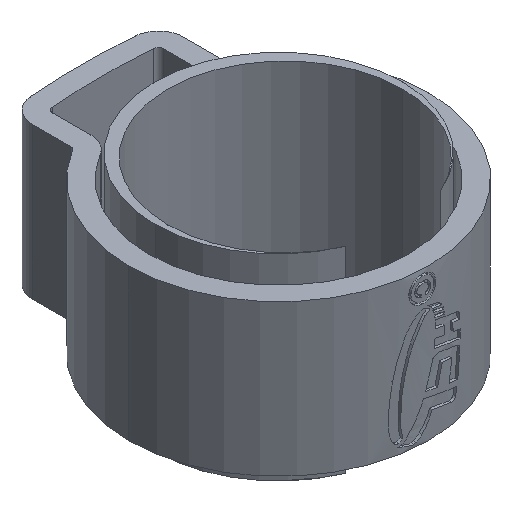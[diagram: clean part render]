
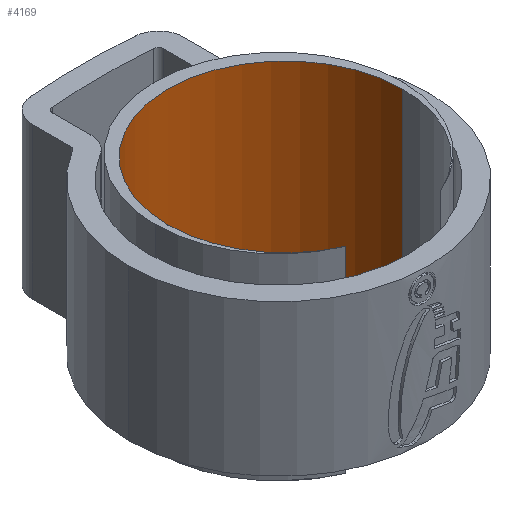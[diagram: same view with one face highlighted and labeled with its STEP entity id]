
A CAD part, isometric view. The second image highlights one B-rep face of the part: STEP entity #4169.
In plain terms, the highlighted cylindrical face has radius 4.66 mm (diameter 9.321 mm), a partial arc.
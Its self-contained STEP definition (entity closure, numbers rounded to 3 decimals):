
#134 = EDGE_LOOP ( 'NONE', ( #2346, #1583, #2908, #2843 ) ) ;
#298 = CIRCLE ( 'NONE', #3357, 4.66 ) ;
#453 = DIRECTION ( 'NONE',  ( 0., 0., -1. ) ) ;
#644 = CARTESIAN_POINT ( 'NONE',  ( -4.66, -0.26, -3.9 ) ) ;
#654 = AXIS2_PLACEMENT_3D ( 'NONE', #4263, #2987, #2190 ) ;
#961 = VERTEX_POINT ( 'NONE', #4212 ) ;
#1099 = CIRCLE ( 'NONE', #654, 4.66 ) ;
#1391 = VERTEX_POINT ( 'NONE', #4613 ) ;
#1543 = CARTESIAN_POINT ( 'NONE',  ( 0., -0.26, 3.9 ) ) ;
#1583 = ORIENTED_EDGE ( 'NONE', *, *, #5273, .F. ) ;
#1720 = AXIS2_PLACEMENT_3D ( 'NONE', #1543, #3185, #3241 ) ;
#2190 = DIRECTION ( 'NONE',  ( 1., 0., 0. ) ) ;
#2236 = DIRECTION ( 'NONE',  ( 0., 0., -1. ) ) ;
#2341 = CYLINDRICAL_SURFACE ( 'NONE', #1720, 4.66 ) ;
#2346 = ORIENTED_EDGE ( 'NONE', *, *, #2665, .F. ) ;
#2396 = FACE_OUTER_BOUND ( 'NONE', #134, .T. ) ;
#2444 = VECTOR ( 'NONE', #2236, 1000. ) ;
#2542 = CARTESIAN_POINT ( 'NONE',  ( 0., -0.26, -3.9 ) ) ;
#2665 = EDGE_CURVE ( 'NONE', #961, #2973, #3427, .T. ) ;
#2731 = VECTOR ( 'NONE', #5279, 1000. ) ;
#2843 = ORIENTED_EDGE ( 'NONE', *, *, #2871, .T. ) ;
#2871 = EDGE_CURVE ( 'NONE', #4394, #2973, #298, .T. ) ;
#2908 = ORIENTED_EDGE ( 'NONE', *, *, #4880, .T. ) ;
#2973 = VERTEX_POINT ( 'NONE', #3556 ) ;
#2987 = DIRECTION ( 'NONE',  ( 0., 0., -1. ) ) ;
#3144 = CARTESIAN_POINT ( 'NONE',  ( -4.66, -0.26, 3.9 ) ) ;
#3185 = DIRECTION ( 'NONE',  ( 0., 0., -1. ) ) ;
#3241 = DIRECTION ( 'NONE',  ( -1., 0., 0. ) ) ;
#3357 = AXIS2_PLACEMENT_3D ( 'NONE', #2542, #453, #4218 ) ;
#3427 = LINE ( 'NONE', #4305, #2444 ) ;
#3556 = CARTESIAN_POINT ( 'NONE',  ( 4.66, -0.26, -3.9 ) ) ;
#4169 = ADVANCED_FACE ( 'NONE', ( #2396 ), #2341, .F. ) ;
#4212 = CARTESIAN_POINT ( 'NONE',  ( 4.66, -0.26, 3.9 ) ) ;
#4218 = DIRECTION ( 'NONE',  ( 1., 0., 0. ) ) ;
#4263 = CARTESIAN_POINT ( 'NONE',  ( 0., -0.26, 3.9 ) ) ;
#4305 = CARTESIAN_POINT ( 'NONE',  ( 4.66, -0.26, 3.9 ) ) ;
#4394 = VERTEX_POINT ( 'NONE', #644 ) ;
#4613 = CARTESIAN_POINT ( 'NONE',  ( -4.66, -0.26, 3.9 ) ) ;
#4880 = EDGE_CURVE ( 'NONE', #1391, #4394, #5310, .T. ) ;
#5273 = EDGE_CURVE ( 'NONE', #1391, #961, #1099, .T. ) ;
#5279 = DIRECTION ( 'NONE',  ( 0., 0., -1. ) ) ;
#5310 = LINE ( 'NONE', #3144, #2731 ) ;
